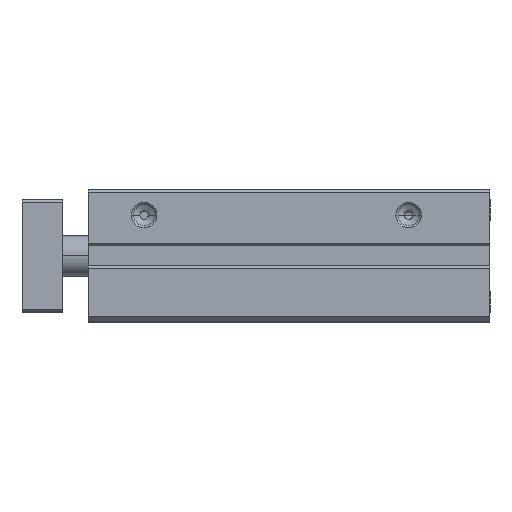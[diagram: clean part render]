
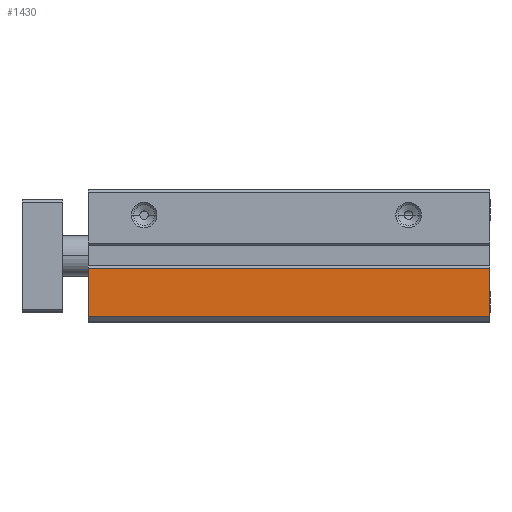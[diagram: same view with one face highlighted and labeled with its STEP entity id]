
A CAD part, top view. The second image highlights one B-rep face of the part: STEP entity #1430.
In plain terms, the highlighted planar face has unit normal (0, 0, 1).
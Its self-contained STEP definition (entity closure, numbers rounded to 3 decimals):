
#12 = VERTEX_POINT ( 'NONE', #12186 ) ;
#356 = ORIENTED_EDGE ( 'NONE', *, *, #680, .T. ) ;
#452 = VERTEX_POINT ( 'NONE', #7721 ) ;
#596 = CARTESIAN_POINT ( 'NONE',  ( 79., -12., 29. ) ) ;
#680 = EDGE_CURVE ( 'NONE', #12, #4494, #5480, .T. ) ;
#975 = VECTOR ( 'NONE', #10085, 1000. ) ;
#1430 = ADVANCED_FACE ( 'NONE', ( #10812 ), #7041, .T. ) ;
#1691 = CARTESIAN_POINT ( 'NONE',  ( 0., -12., 29. ) ) ;
#2106 = DIRECTION ( 'NONE',  ( 1., 0., 0. ) ) ;
#3409 = EDGE_CURVE ( 'NONE', #452, #3636, #4728, .T. ) ;
#3553 = LINE ( 'NONE', #11231, #7955 ) ;
#3617 = DIRECTION ( 'NONE',  ( 0., -1., 0. ) ) ;
#3636 = VERTEX_POINT ( 'NONE', #596 ) ;
#3662 = VECTOR ( 'NONE', #3821, 1000. ) ;
#3821 = DIRECTION ( 'NONE',  ( 0., -1., 0. ) ) ;
#3938 = AXIS2_PLACEMENT_3D ( 'NONE', #8000, #6215, #2106 ) ;
#4494 = VERTEX_POINT ( 'NONE', #6605 ) ;
#4641 = DIRECTION ( 'NONE',  ( -1., 0., 0. ) ) ;
#4728 = LINE ( 'NONE', #9638, #3662 ) ;
#5480 = LINE ( 'NONE', #1691, #6774 ) ;
#6199 = LINE ( 'NONE', #9005, #975 ) ;
#6215 = DIRECTION ( 'NONE',  ( 0., 0., 1. ) ) ;
#6400 = EDGE_LOOP ( 'NONE', ( #356, #10269, #7340, #9500 ) ) ;
#6605 = CARTESIAN_POINT ( 'NONE',  ( 0., -12., 29. ) ) ;
#6774 = VECTOR ( 'NONE', #3617, 1000. ) ;
#7041 = PLANE ( 'NONE',  #3938 ) ;
#7340 = ORIENTED_EDGE ( 'NONE', *, *, #3409, .F. ) ;
#7721 = CARTESIAN_POINT ( 'NONE',  ( 79., -2.5, 29. ) ) ;
#7955 = VECTOR ( 'NONE', #4641, 1000. ) ;
#8000 = CARTESIAN_POINT ( 'NONE',  ( 0., -12., 29. ) ) ;
#9005 = CARTESIAN_POINT ( 'NONE',  ( 0., -12., 29. ) ) ;
#9500 = ORIENTED_EDGE ( 'NONE', *, *, #11668, .T. ) ;
#9638 = CARTESIAN_POINT ( 'NONE',  ( 79., 0., 29. ) ) ;
#10085 = DIRECTION ( 'NONE',  ( -1., 0., 0. ) ) ;
#10269 = ORIENTED_EDGE ( 'NONE', *, *, #11108, .F. ) ;
#10812 = FACE_OUTER_BOUND ( 'NONE', #6400, .T. ) ;
#11108 = EDGE_CURVE ( 'NONE', #3636, #4494, #6199, .T. ) ;
#11231 = CARTESIAN_POINT ( 'NONE',  ( 0., -2.5, 29. ) ) ;
#11668 = EDGE_CURVE ( 'NONE', #452, #12, #3553, .T. ) ;
#12186 = CARTESIAN_POINT ( 'NONE',  ( 0., -2.5, 29. ) ) ;
